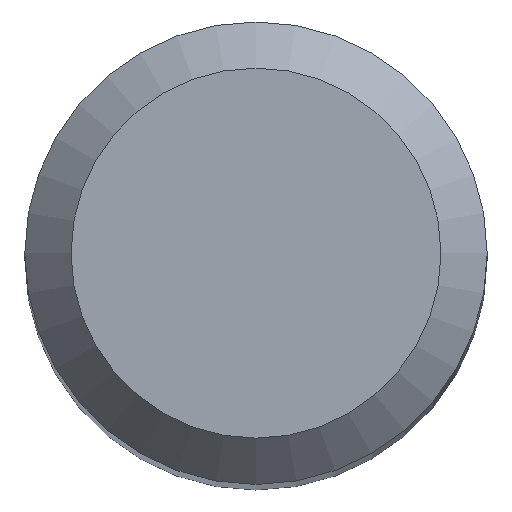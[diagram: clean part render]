
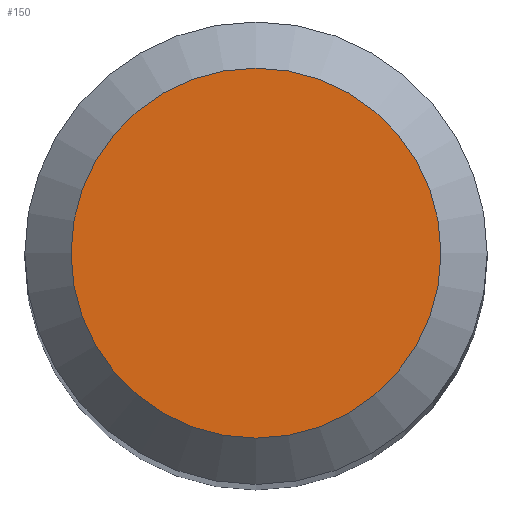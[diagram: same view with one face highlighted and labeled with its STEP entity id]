
A CAD part, top view. The second image highlights one B-rep face of the part: STEP entity #150.
In plain terms, the highlighted planar face has unit normal (0, 0, 1).
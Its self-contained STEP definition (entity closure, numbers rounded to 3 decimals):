
#16 = EDGE_CURVE ( 'NONE', #201, #201, #124, .T. ) ;
#32 = AXIS2_PLACEMENT_3D ( 'NONE', #186, #298, #70 ) ;
#70 = DIRECTION ( 'NONE',  ( 0., 1., 0. ) ) ;
#95 = FACE_OUTER_BOUND ( 'NONE', #113, .T. ) ;
#113 = EDGE_LOOP ( 'NONE', ( #140 ) ) ;
#124 = CIRCLE ( 'NONE', #32, 1.6 ) ;
#140 = ORIENTED_EDGE ( 'NONE', *, *, #16, .F. ) ;
#145 = DIRECTION ( 'NONE',  ( 0., 1., 0. ) ) ;
#150 = ADVANCED_FACE ( 'NONE', ( #95 ), #290, .F. ) ;
#166 = DIRECTION ( 'NONE',  ( 0., 0., -1. ) ) ;
#186 = CARTESIAN_POINT ( 'NONE',  ( 0., 0., 35. ) ) ;
#196 = AXIS2_PLACEMENT_3D ( 'NONE', #243, #166, #145 ) ;
#201 = VERTEX_POINT ( 'NONE', #295 ) ;
#243 = CARTESIAN_POINT ( 'NONE',  ( 0., 0., 35. ) ) ;
#290 = PLANE ( 'NONE',  #196 ) ;
#295 = CARTESIAN_POINT ( 'NONE',  ( 0., 1.6, 35. ) ) ;
#298 = DIRECTION ( 'NONE',  ( 0., 0., -1. ) ) ;
